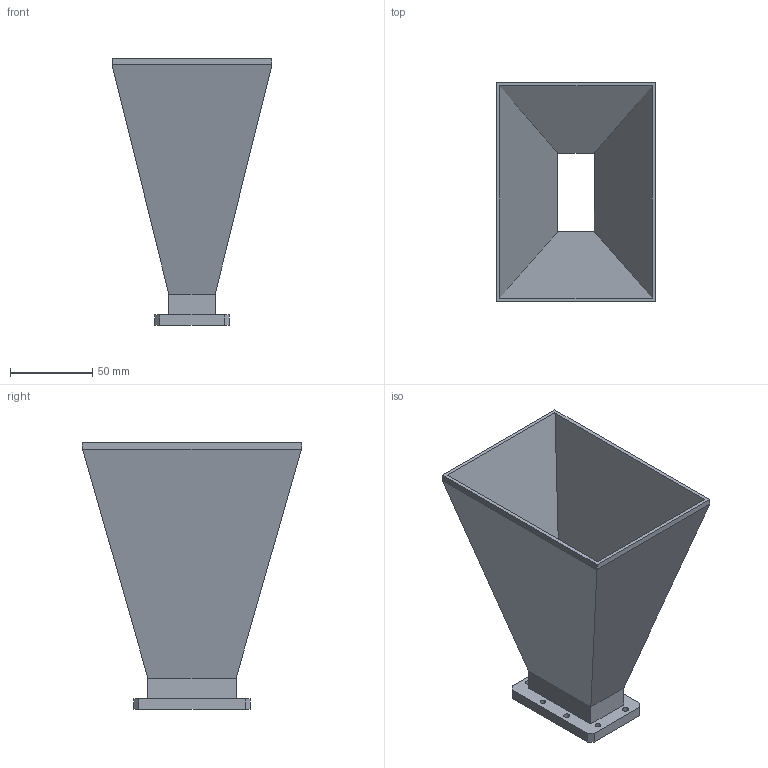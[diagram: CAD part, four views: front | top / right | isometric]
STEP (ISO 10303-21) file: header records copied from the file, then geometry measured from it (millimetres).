
FILE_DESCRIPTION (( 'STEP AP214' ), '1' );
FILE_NAME ('PEWAN187-15.step', '2021-09-15T18:27:28', ( '' ), ( '' ), 'SwSTEP 2.0', 'SolidWorks 2021', '' );
FILE_SCHEMA (( 'AUTOMOTIVE_DESIGN' ));
Length unit declared in the file: millimetre
Products named in the file (1): PEWAN187-15
Bounding box: 96.9 x 133.1 x 162 mm (x, y, z)
Volume: 169087.5 mm3; surface area: 100401.4 mm2
Topology: 1 solids, 1 shells, 52 faces, 148 edges, 100 vertices
Faces by surface type: plane 36, cylinder 16
Entity records: 1962 total; most frequent: CARTESIAN_POINT 328, ORIENTED_EDGE 296, DIRECTION 277, EDGE_CURVE 148, VECTOR 107, LINE 107, VERTEX_POINT 100, AXIS2_PLACEMENT_3D 85
